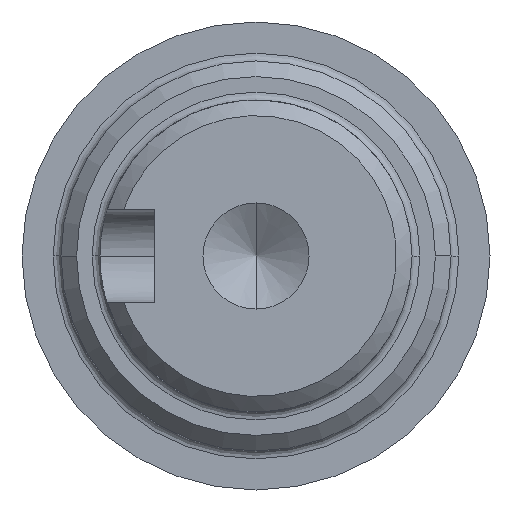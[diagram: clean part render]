
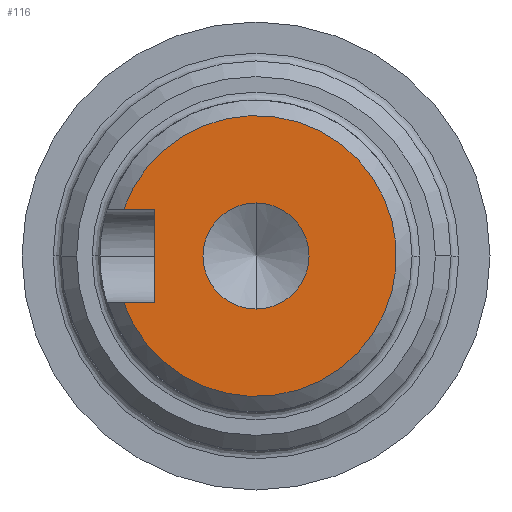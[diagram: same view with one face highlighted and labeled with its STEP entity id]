
A CAD part, left-side view. The second image highlights one B-rep face of the part: STEP entity #116.
In plain terms, the highlighted planar face has unit normal (-1, 0, 0).
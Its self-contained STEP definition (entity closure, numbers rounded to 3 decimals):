
#4 = LINE ( 'NONE', #97, #1034 ) ;
#12 = DIRECTION ( 'NONE',  ( -1., 0., 0. ) ) ;
#34 = EDGE_CURVE ( 'NONE', #168, #722, #660, .T. ) ;
#45 = CIRCLE ( 'NONE', #599, 3.4 ) ;
#54 = CARTESIAN_POINT ( 'NONE',  ( -498.5, 6.5, 3. ) ) ;
#73 = DIRECTION ( 'NONE',  ( -1., 0., 0. ) ) ;
#87 = LINE ( 'NONE', #610, #558 ) ;
#97 = CARTESIAN_POINT ( 'NONE',  ( -498.5, 6.5, 3. ) ) ;
#110 = DIRECTION ( 'NONE',  ( -1., 0., 0. ) ) ;
#116 = ADVANCED_FACE ( 'NONE', ( #282, #545 ), #1080, .T. ) ;
#130 = CIRCLE ( 'NONE', #580, 9. ) ;
#145 = VECTOR ( 'NONE', #733, 1000. ) ;
#168 = VERTEX_POINT ( 'NONE', #184 ) ;
#182 = CIRCLE ( 'NONE', #625, 3.4 ) ;
#184 = CARTESIAN_POINT ( 'NONE',  ( -498.5, 8.485, 3. ) ) ;
#188 = VERTEX_POINT ( 'NONE', #956 ) ;
#193 = EDGE_CURVE ( 'NONE', #188, #921, #182, .T. ) ;
#203 = EDGE_LOOP ( 'NONE', ( #419, #843 ) ) ;
#254 = DIRECTION ( 'NONE',  ( 0., 1., 0. ) ) ;
#268 = DIRECTION ( 'NONE',  ( 0., -1., 0. ) ) ;
#282 = FACE_BOUND ( 'NONE', #203, .T. ) ;
#361 = CARTESIAN_POINT ( 'NONE',  ( -498.5, 6.5, 3. ) ) ;
#362 = CARTESIAN_POINT ( 'NONE',  ( -498.5, 0., 0. ) ) ;
#366 = VERTEX_POINT ( 'NONE', #1051 ) ;
#372 = DIRECTION ( 'NONE',  ( 0., 0., -1. ) ) ;
#379 = DIRECTION ( 'NONE',  ( 0., 0., 1. ) ) ;
#419 = ORIENTED_EDGE ( 'NONE', *, *, #193, .F. ) ;
#445 = EDGE_CURVE ( 'NONE', #831, #168, #130, .T. ) ;
#513 = CARTESIAN_POINT ( 'NONE',  ( -498.5, 0., 0. ) ) ;
#545 = FACE_OUTER_BOUND ( 'NONE', #934, .T. ) ;
#548 = CARTESIAN_POINT ( 'NONE',  ( -498.5, 0., 0. ) ) ;
#558 = VECTOR ( 'NONE', #254, 1000. ) ;
#565 = CARTESIAN_POINT ( 'NONE',  ( -498.5, 0., -3.4 ) ) ;
#566 = AXIS2_PLACEMENT_3D ( 'NONE', #362, #12, #268 ) ;
#578 = ORIENTED_EDGE ( 'NONE', *, *, #734, .T. ) ;
#580 = AXIS2_PLACEMENT_3D ( 'NONE', #1149, #1038, #595 ) ;
#595 = DIRECTION ( 'NONE',  ( 0., -1., 0. ) ) ;
#599 = AXIS2_PLACEMENT_3D ( 'NONE', #548, #110, #379 ) ;
#608 = ORIENTED_EDGE ( 'NONE', *, *, #34, .T. ) ;
#610 = CARTESIAN_POINT ( 'NONE',  ( -498.5, 6.5, -3. ) ) ;
#624 = ORIENTED_EDGE ( 'NONE', *, *, #658, .T. ) ;
#625 = AXIS2_PLACEMENT_3D ( 'NONE', #513, #73, #695 ) ;
#658 = EDGE_CURVE ( 'NONE', #722, #366, #4, .T. ) ;
#660 = LINE ( 'NONE', #54, #145 ) ;
#695 = DIRECTION ( 'NONE',  ( 0., 0., 1. ) ) ;
#722 = VERTEX_POINT ( 'NONE', #361 ) ;
#733 = DIRECTION ( 'NONE',  ( 0., -1., 0. ) ) ;
#734 = EDGE_CURVE ( 'NONE', #366, #831, #87, .T. ) ;
#811 = ORIENTED_EDGE ( 'NONE', *, *, #445, .T. ) ;
#831 = VERTEX_POINT ( 'NONE', #834 ) ;
#834 = CARTESIAN_POINT ( 'NONE',  ( -498.5, 8.485, -3. ) ) ;
#843 = ORIENTED_EDGE ( 'NONE', *, *, #1047, .F. ) ;
#921 = VERTEX_POINT ( 'NONE', #565 ) ;
#934 = EDGE_LOOP ( 'NONE', ( #578, #811, #608, #624 ) ) ;
#956 = CARTESIAN_POINT ( 'NONE',  ( -498.5, 0., 3.4 ) ) ;
#1034 = VECTOR ( 'NONE', #372, 1000. ) ;
#1038 = DIRECTION ( 'NONE',  ( -1., 0., 0. ) ) ;
#1047 = EDGE_CURVE ( 'NONE', #921, #188, #45, .T. ) ;
#1051 = CARTESIAN_POINT ( 'NONE',  ( -498.5, 6.5, -3. ) ) ;
#1080 = PLANE ( 'NONE',  #566 ) ;
#1149 = CARTESIAN_POINT ( 'NONE',  ( -498.5, 0., 0. ) ) ;
